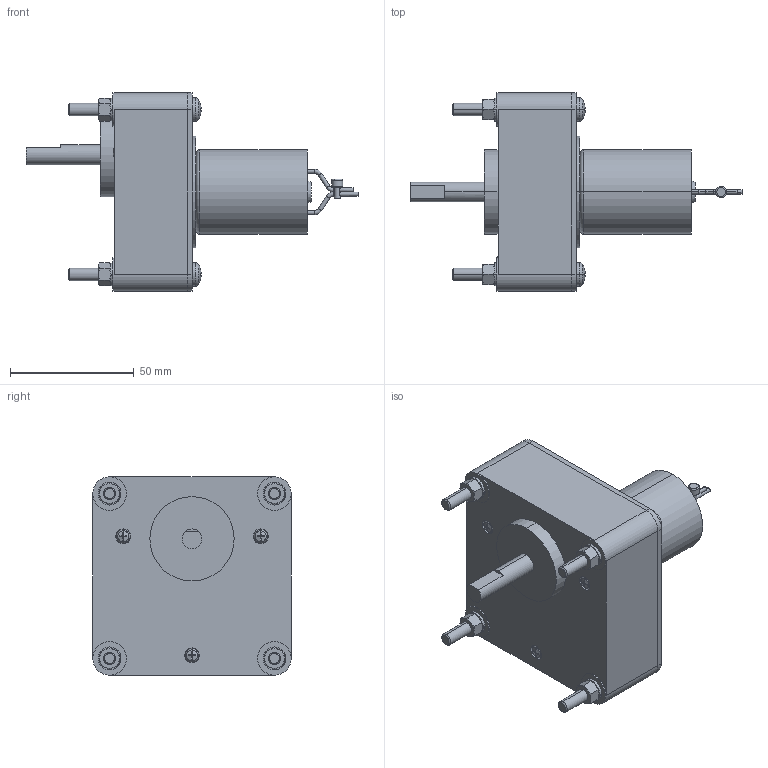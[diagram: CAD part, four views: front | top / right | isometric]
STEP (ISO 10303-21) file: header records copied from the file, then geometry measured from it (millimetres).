
FILE_DESCRIPTION(('starvars output'),'2;1');
FILE_NAME('34k8h30-150.stp','16:37:25 2014/09/10',( 'Thomas Industrial Network Germany GmbH'),( 'Thomas Industrial Network Germany GmbH'),'unknown preprocess','ACIS' ,'unknown authorization');
FILE_SCHEMA(('AUTOMOTIVE_DESIGN_CC2 {UNKNOWN IMPLEMENTATION LEVEL}'));
Length unit declared in the file: millimetre
Products named in the file (1): PRODUCT_ID_58
Bounding box: 133.92 x 80 x 80 mm (x, y, z)
Volume: 253499.2 mm3; surface area: 31712.6 mm2
Topology: 1 solids, 4 shells, 402 faces, 932 edges, 560 vertices
Faces by surface type: plane 168, cone 100, cylinder 92, torus 28, bspline 14
Entity records: 13283 total; most frequent: CARTESIAN_POINT 2592, ORIENTED_EDGE 1852, DIRECTION 1158, EDGE_CURVE 926, VERTEX_POINT 560, EDGE_LOOP 440, FACE_BOUND 440, AXIS2_PLACEMENT_3D 413
